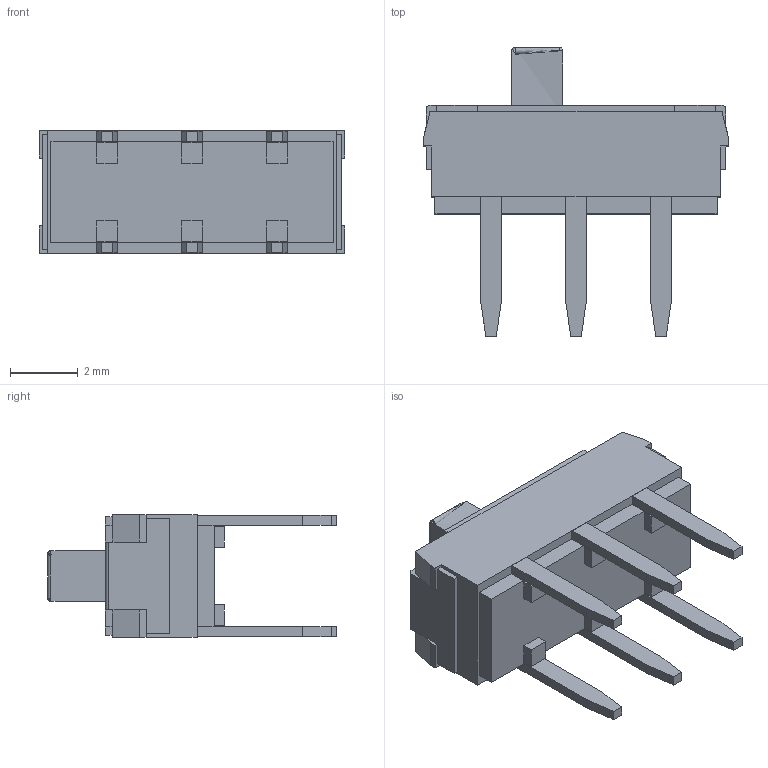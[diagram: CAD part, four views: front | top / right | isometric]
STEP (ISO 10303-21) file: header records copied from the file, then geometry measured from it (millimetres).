
FILE_DESCRIPTION(('FreeCAD Model'),'2;1');
FILE_NAME('Face017_sp.step','2020-03-25T13:46:22',('kicad StepUp'),('ksu MCAD' ),'Open CASCADE STEP processor 7.3','FreeCAD','Unknown');
FILE_SCHEMA(('AUTOMOTIVE_DESIGN { 1 0 10303 214 1 1 1 1 }'));
Length unit declared in the file: millimetre
Products named in the file (1): Face017_sp
Bounding box: 9 x 8.5 x 3.6 mm (x, y, z)
Surface area: 206.5 mm2 (no closed solid volume)
Topology: 0 solids, 32 shells, 171 faces, 529 edges, 390 vertices
Faces by surface type: plane 155, bspline 10, cylinder 6
Entity records: 9108 total; most frequent: CARTESIAN_POINT 3302, DIRECTION 864, ORIENTED_EDGE 848, EDGE_CURVE 528, LINE 500, VECTOR 500, VERTEX_POINT 392, AXIS2_PLACEMENT_3D 182
